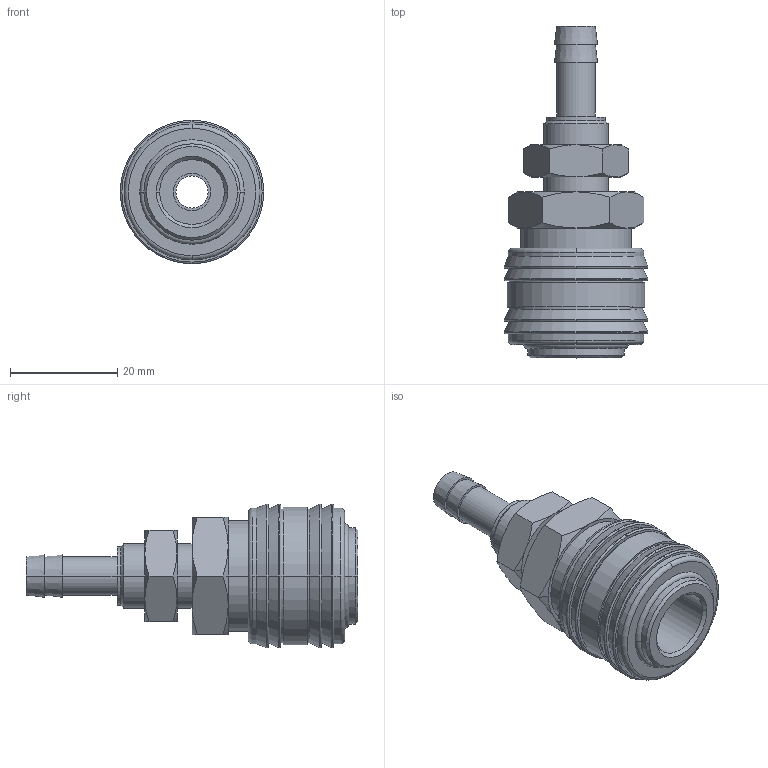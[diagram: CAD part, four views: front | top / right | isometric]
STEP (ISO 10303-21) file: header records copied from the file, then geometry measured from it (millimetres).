
FILE_DESCRIPTION(('STEP AP214'),'1');
FILE_NAME('esn_6_tsvo.stp','2020-03-05T08:44:17',('TraceParts'),('TraceParts S.A.'),'Spatial InterOp 3D',' ',' ');
FILE_SCHEMA(('automotive_design'));
Length unit declared in the file: millimetre
Products named in the file (2): 1; 2
Bounding box: 26.8 x 62 x 26.8 mm (x, y, z)
Volume: 13501.4 mm3; surface area: 7088.6 mm2
Topology: 2 solids, 2 shells, 135 faces, 297 edges, 181 vertices
Faces by surface type: cone 54, plane 31, cylinder 28, torus 22
Entity records: 4669 total; most frequent: CARTESIAN_POINT 807, DIRECTION 702, ORIENTED_EDGE 594, AXIS2_PLACEMENT_3D 316, EDGE_CURVE 297, VERTEX_POINT 181, CIRCLE 179, EDGE_LOOP 154
